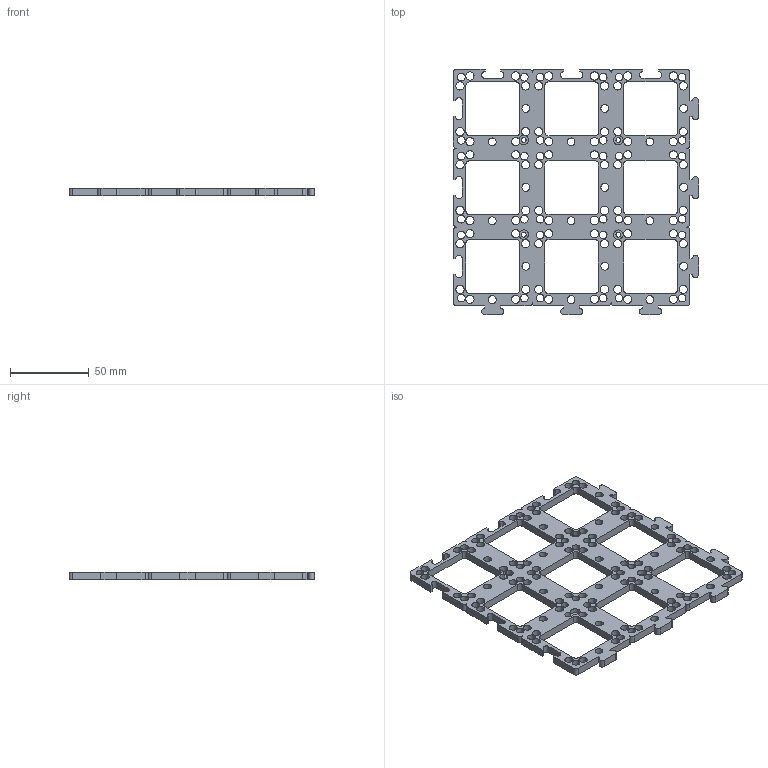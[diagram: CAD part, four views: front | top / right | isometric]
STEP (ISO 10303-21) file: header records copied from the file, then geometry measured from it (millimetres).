
FILE_DESCRIPTION(/* description */ (''),/* implementation_level */ '2;1');
FILE_NAME(/* name */ '30_XYTabel_Aliexpress_basplateadapter.ipt.step',/* time_stamp */ '2022-11-29T08:24:50+01:00',/* author */ ('diederichbenedict'),/* organization */ (''),/* preprocessor_version */ 'ST-DEVELOPER v18.1',/* originating_system */ 'Autodesk Inventor 2022',/* authorisation */ '');
FILE_SCHEMA (('AUTOMOTIVE_DESIGN { 1 0 10303 214 3 1 1 }'));
Length unit declared in the file: millimetre
Products named in the file (1): 30_XYTabel_Aliexpress_basplateadapter
Bounding box: 155.5 x 155.5 x 5 mm (x, y, z)
Volume: 47710.3 mm3; surface area: 39144.8 mm2
Topology: 1 solids, 1 shells, 343 faces, 1023 edges, 682 vertices
Faces by surface type: cylinder 235, plane 108
Full cylindrical faces by diameter (mm): 3 x4, 4.85 x32, 5 x18, 5.2 x72, 6 x1
Entity records: 14468 total; most frequent: CARTESIAN_POINT 2697, DIRECTION 2651, ORIENTED_EDGE 2046, AXIS2_PLACEMENT_3D 1053, EDGE_CURVE 1023, CIRCLE 709, VERTEX_POINT 682, EDGE_LOOP 613
